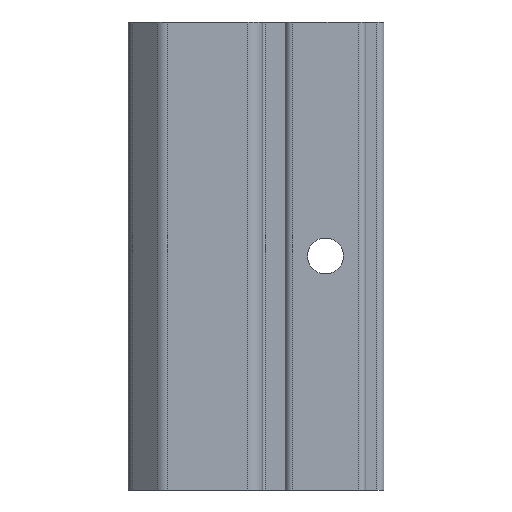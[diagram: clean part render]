
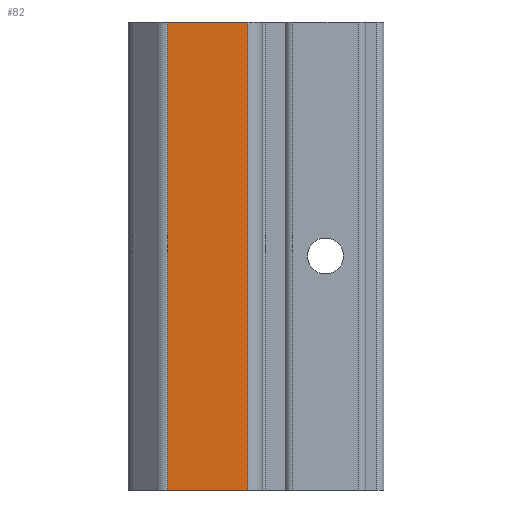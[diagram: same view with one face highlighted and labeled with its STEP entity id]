
A CAD part, front view. The second image highlights one B-rep face of the part: STEP entity #82.
In plain terms, the highlighted planar face has unit normal (0, -1, 0).
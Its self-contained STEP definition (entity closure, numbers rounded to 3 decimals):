
#82 = ADVANCED_FACE( '', ( #146 ), #147, .F. );
#146 = FACE_OUTER_BOUND( '', #262, .T. );
#147 = PLANE( '', #263 );
#262 = EDGE_LOOP( '', ( #461, #462, #463, #464 ) );
#263 = AXIS2_PLACEMENT_3D( '', #465, #466, #467 );
#461 = ORIENTED_EDGE( '', *, *, #915, .T. );
#462 = ORIENTED_EDGE( '', *, *, #916, .F. );
#463 = ORIENTED_EDGE( '', *, *, #858, .F. );
#464 = ORIENTED_EDGE( '', *, *, #914, .T. );
#465 = CARTESIAN_POINT( '', ( 2.714, 0., 16. ) );
#466 = DIRECTION( '', ( 0., 1., 0. ) );
#467 = DIRECTION( '', ( 0., 0., 1. ) );
#858 = EDGE_CURVE( '', #1023, #1025, #1026, .T. );
#914 = EDGE_CURVE( '', #1023, #1130, #1132, .T. );
#915 = EDGE_CURVE( '', #1130, #1133, #1134, .T. );
#916 = EDGE_CURVE( '', #1025, #1133, #1135, .T. );
#1023 = VERTEX_POINT( '', #1293 );
#1025 = VERTEX_POINT( '', #1295 );
#1026 = LINE( '', #1296, #1297 );
#1130 = VERTEX_POINT( '', #1431 );
#1132 = LINE( '', #1433, #1434 );
#1133 = VERTEX_POINT( '', #1435 );
#1134 = LINE( '', #1436, #1437 );
#1135 = LINE( '', #1438, #1439 );
#1293 = CARTESIAN_POINT( '', ( 2.714, 0., 16. ) );
#1295 = CARTESIAN_POINT( '', ( 8.2, 0., 16. ) );
#1296 = CARTESIAN_POINT( '', ( 2.714, 0., 16. ) );
#1297 = VECTOR( '', #1661, 1000. );
#1431 = CARTESIAN_POINT( '', ( 2.714, 0., -16. ) );
#1433 = CARTESIAN_POINT( '', ( 2.714, 0., 16. ) );
#1434 = VECTOR( '', #1767, 1000. );
#1435 = CARTESIAN_POINT( '', ( 8.2, 0., -16. ) );
#1436 = CARTESIAN_POINT( '', ( 2.714, 0., -16. ) );
#1437 = VECTOR( '', #1768, 1000. );
#1438 = CARTESIAN_POINT( '', ( 8.2, 0., 16. ) );
#1439 = VECTOR( '', #1769, 1000. );
#1661 = DIRECTION( '', ( 1., 0., 0. ) );
#1767 = DIRECTION( '', ( 0., 0., -1. ) );
#1768 = DIRECTION( '', ( 1., 0., 0. ) );
#1769 = DIRECTION( '', ( 0., 0., -1. ) );
